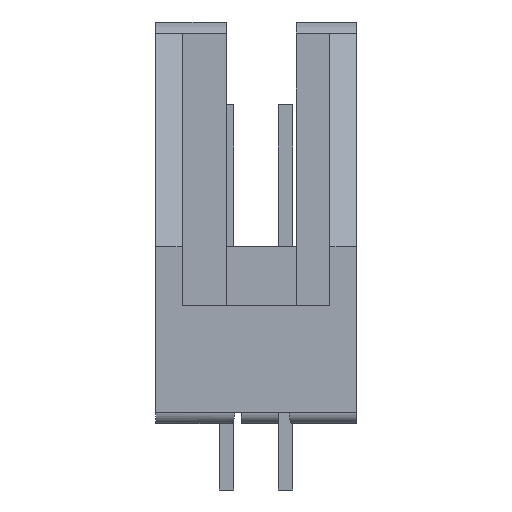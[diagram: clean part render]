
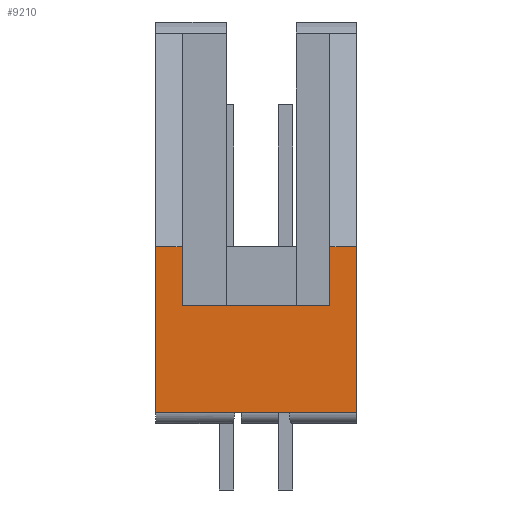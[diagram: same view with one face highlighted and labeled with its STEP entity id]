
A CAD part, left-side view. The second image highlights one B-rep face of the part: STEP entity #9210.
In plain terms, the highlighted planar face has unit normal (-1, 0, 0).
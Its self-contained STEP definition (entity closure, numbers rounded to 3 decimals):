
#212=FACE_OUTER_BOUND($,#815,.T.);
#815=EDGE_LOOP($,(#6255,#6256,#6257,#6258,#6259,#6260,#6261,#6262));
#1404=LINE($,#13111,#2647);
#1458=LINE($,#13551,#2701);
#1534=LINE($,#13723,#2777);
#1535=LINE($,#13726,#2778);
#1536=LINE($,#13728,#2779);
#1537=LINE($,#13730,#2780);
#1538=LINE($,#13731,#2781);
#1539=LINE($,#13732,#2782);
#2647=VECTOR($,#10593,7.112);
#2701=VECTOR($,#10679,7.112);
#2777=VECTOR($,#10825,1.143);
#2778=VECTOR($,#10828,2.54);
#2779=VECTOR($,#10829,6.35);
#2780=VECTOR($,#10830,2.54);
#2781=VECTOR($,#10831,1.143);
#2782=VECTOR($,#10832,8.636);
#3890=VERTEX_POINT($,#13108);
#3891=VERTEX_POINT($,#13110);
#3959=VERTEX_POINT($,#13548);
#3960=VERTEX_POINT($,#13550);
#4021=VERTEX_POINT($,#13721);
#4022=VERTEX_POINT($,#13725);
#4023=VERTEX_POINT($,#13727);
#4024=VERTEX_POINT($,#13729);
#4754=EDGE_CURVE($,#3890,#3891,#1404,.T.);
#4825=EDGE_CURVE($,#3960,#3959,#1458,.T.);
#4913=EDGE_CURVE($,#3890,#4021,#1534,.T.);
#4914=EDGE_CURVE($,#4021,#4022,#1535,.T.);
#4915=EDGE_CURVE($,#4022,#4023,#1536,.T.);
#4916=EDGE_CURVE($,#4023,#4024,#1537,.T.);
#4917=EDGE_CURVE($,#4024,#3960,#1538,.T.);
#4918=EDGE_CURVE($,#3891,#3959,#1539,.T.);
#6255=ORIENTED_EDGE($,*,*,#4913,.T.);
#6256=ORIENTED_EDGE($,*,*,#4914,.T.);
#6257=ORIENTED_EDGE($,*,*,#4915,.T.);
#6258=ORIENTED_EDGE($,*,*,#4916,.T.);
#6259=ORIENTED_EDGE($,*,*,#4917,.T.);
#6260=ORIENTED_EDGE($,*,*,#4825,.T.);
#6261=ORIENTED_EDGE($,*,*,#4918,.F.);
#6262=ORIENTED_EDGE($,*,*,#4754,.F.);
#8631=PLANE($,#9993);
#9210=ADVANCED_FACE($,(#212),#8631,.T.);
#9993=AXIS2_PLACEMENT_3D($,#13724,#10826,#10827);
#10593=DIRECTION($,(0.,0.,-1.));
#10679=DIRECTION($,(0.,0.,-1.));
#10825=DIRECTION($,(0.,1.,0.));
#10826=DIRECTION('center_axis',(-1.,0.,0.));
#10827=DIRECTION('ref_axis',(0.,0.,1.));
#10828=DIRECTION($,(0.,0.,-1.));
#10829=DIRECTION($,(0.,1.,0.));
#10830=DIRECTION($,(0.,0.,1.));
#10831=DIRECTION($,(0.,1.,0.));
#10832=DIRECTION($,(0.,1.,0.));
#13108=CARTESIAN_POINT('',(-35.052,-4.318,7.62));
#13110=CARTESIAN_POINT('',(-35.052,-4.318,0.508));
#13111=CARTESIAN_POINT($,(-35.052,-4.318,7.62));
#13548=CARTESIAN_POINT('',(-35.052,4.318,0.508));
#13550=CARTESIAN_POINT('',(-35.052,4.318,7.62));
#13551=CARTESIAN_POINT($,(-35.052,4.318,7.62));
#13721=CARTESIAN_POINT('',(-35.052,-3.175,7.62));
#13723=CARTESIAN_POINT($,(-35.052,-4.318,7.62));
#13724=CARTESIAN_POINT('Origin',(-35.052,4.491,7.762));
#13725=CARTESIAN_POINT('',(-35.052,-3.175,5.08));
#13726=CARTESIAN_POINT($,(-35.052,-3.175,7.62));
#13727=CARTESIAN_POINT('',(-35.052,3.175,5.08));
#13728=CARTESIAN_POINT($,(-35.052,-3.175,5.08));
#13729=CARTESIAN_POINT('',(-35.052,3.175,7.62));
#13730=CARTESIAN_POINT($,(-35.052,3.175,5.08));
#13731=CARTESIAN_POINT($,(-35.052,3.175,7.62));
#13732=CARTESIAN_POINT($,(-35.052,-4.318,0.508));
